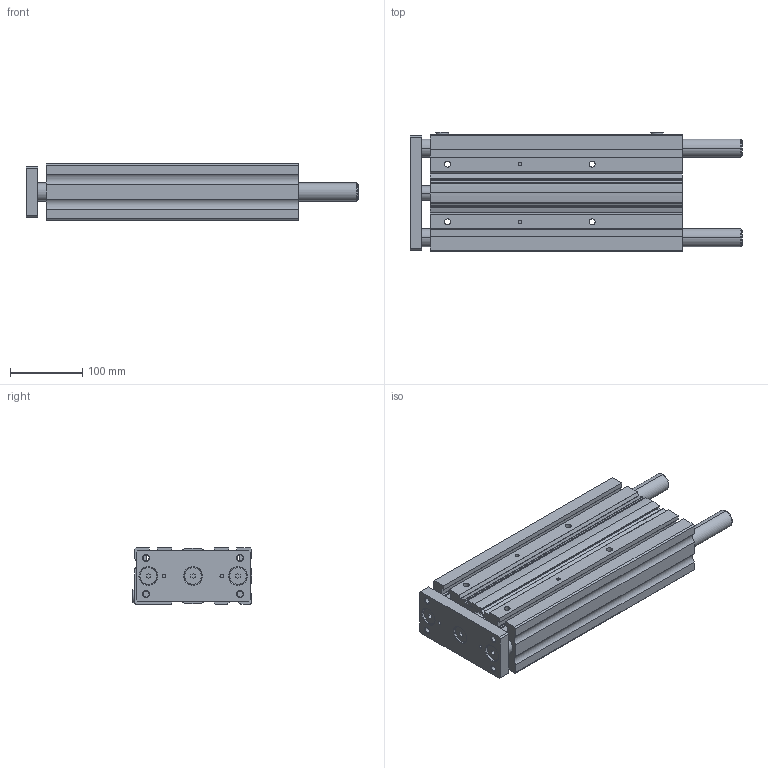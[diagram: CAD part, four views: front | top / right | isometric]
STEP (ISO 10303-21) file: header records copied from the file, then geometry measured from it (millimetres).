
FILE_DESCRIPTION (( 'STEP AP203' ), '1' );
FILE_NAME ('W143063A300N.step', '2025-05-29T13:00:28', ( '' ), ( '' ), 'SwSTEP 2.0', 'SolidWorks 2024', '' );
FILE_SCHEMA (( 'CONFIG_CONTROL_DESIGN' ));
Length unit declared in the file: inch
Products named in the file (3): W143063A300N_BODY; W143063A300N; W143063A300N_ROD
Assembly tree (2 placements, depth 2):
  W143063A300N
    W143063A300N_BODY
    W143063A300N_ROD
Bounding box: 459.5 x 165 x 78 mm (x, y, z)
Volume: 3320483.3 mm3; surface area: 537667.4 mm2
Topology: 6 solids, 6 shells, 448 faces, 1127 edges, 730 vertices
Faces by surface type: cylinder 214, plane 178, cone 48, torus 8
Entity records: 13910 total; most frequent: DIRECTION 2525, CARTESIAN_POINT 2328, ORIENTED_EDGE 2254, EDGE_CURVE 1127, AXIS2_PLACEMENT_3D 947, VERTEX_POINT 730, LINE 631, VECTOR 631
